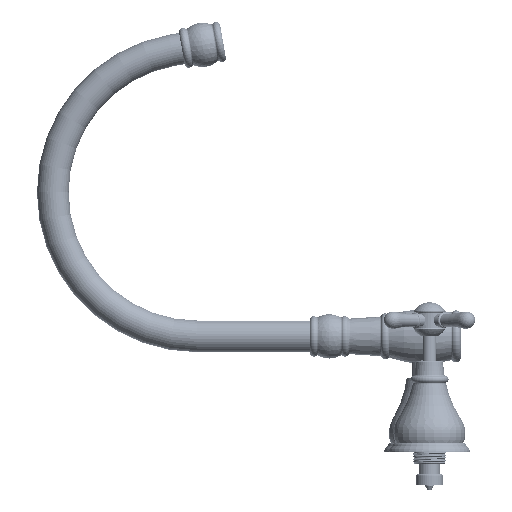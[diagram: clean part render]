
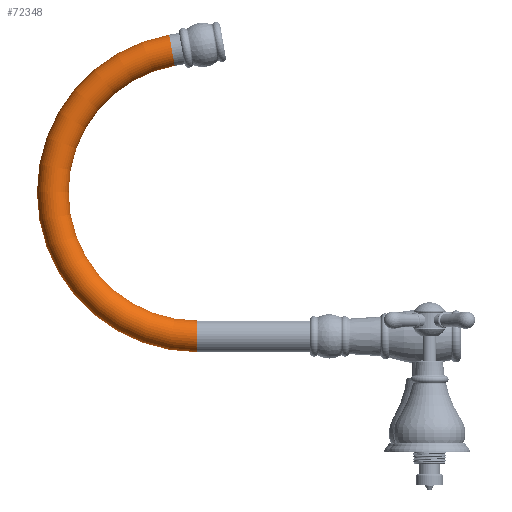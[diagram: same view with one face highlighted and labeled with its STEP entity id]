
A CAD part, left-side view. The second image highlights one B-rep face of the part: STEP entity #72348.
In plain terms, the highlighted toroidal (fillet/blend) face has major radius 100 mm and minor radius 11 mm.
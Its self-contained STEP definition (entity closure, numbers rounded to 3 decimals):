
#522 = DIRECTION ( 'NONE',  ( 0., 0., -1. ) ) ;
#3172 = DIRECTION ( 'NONE',  ( 0., 1., 0. ) ) ;
#6589 = DIRECTION ( 'NONE',  ( 0.174, -0.985, 0. ) ) ;
#13294 = ORIENTED_EDGE ( 'NONE', *, *, #36164, .F. ) ;
#16341 = EDGE_CURVE ( 'NONE', #66636, #76204, #100220, .T. ) ;
#22500 = AXIS2_PLACEMENT_3D ( 'NONE', #45377, #3172, #53733 ) ;
#22858 = DIRECTION ( 'NONE',  ( -1., 0., 0. ) ) ;
#27149 = CARTESIAN_POINT ( 'NONE',  ( 100., 80., 0. ) ) ;
#28645 = CARTESIAN_POINT ( 'NONE',  ( 0., 80., 0. ) ) ;
#34952 = DIRECTION ( 'NONE',  ( -1., 0., 0. ) ) ;
#36164 = EDGE_CURVE ( 'NONE', #40323, #76204, #89849, .T. ) ;
#37995 = EDGE_CURVE ( 'NONE', #69191, #42951, #40275, .T. ) ;
#39677 = EDGE_LOOP ( 'NONE', ( #57444, #108937, #54739, #81856, #13294 ) ) ;
#40197 = AXIS2_PLACEMENT_3D ( 'NONE', #28645, #45874, #73090 ) ;
#40275 = CIRCLE ( 'NONE', #22500, 11. ) ;
#40323 = VERTEX_POINT ( 'NONE', #65610 ) ;
#40985 = DIRECTION ( 'NONE',  ( 0., 0., 1. ) ) ;
#41943 = CARTESIAN_POINT ( 'NONE',  ( 11., 80., 0. ) ) ;
#42951 = VERTEX_POINT ( 'NONE', #97767 ) ;
#45377 = CARTESIAN_POINT ( 'NONE',  ( 0., 80., 0. ) ) ;
#45432 = AXIS2_PLACEMENT_3D ( 'NONE', #107795, #6589, #40985 ) ;
#45874 = DIRECTION ( 'NONE',  ( 0., 1., 0. ) ) ;
#49690 = EDGE_CURVE ( 'NONE', #42951, #66636, #63089, .T. ) ;
#50336 = CARTESIAN_POINT ( 'NONE',  ( 187.648, 95.455, 0. ) ) ;
#53733 = DIRECTION ( 'NONE',  ( 0., 0., 1. ) ) ;
#54739 = ORIENTED_EDGE ( 'NONE', *, *, #49690, .T. ) ;
#57444 = ORIENTED_EDGE ( 'NONE', *, *, #105502, .F. ) ;
#57551 = AXIS2_PLACEMENT_3D ( 'NONE', #27149, #522, #34952 ) ;
#63089 = CIRCLE ( 'NONE', #40197, 11. ) ;
#64293 = DIRECTION ( 'NONE',  ( 0., 0., -1. ) ) ;
#65610 = CARTESIAN_POINT ( 'NONE',  ( 209.314, 99.275, 0. ) ) ;
#66636 = VERTEX_POINT ( 'NONE', #41943 ) ;
#69191 = VERTEX_POINT ( 'NONE', #106296 ) ;
#71427 = AXIS2_PLACEMENT_3D ( 'NONE', #74829, #64293, #100427 ) ;
#72348 = ADVANCED_FACE ( 'NONE', ( #92387 ), #91101, .T. ) ;
#73090 = DIRECTION ( 'NONE',  ( 0., 0., 1. ) ) ;
#74829 = CARTESIAN_POINT ( 'NONE',  ( 100., 80., 0. ) ) ;
#76204 = VERTEX_POINT ( 'NONE', #50336 ) ;
#80441 = AXIS2_PLACEMENT_3D ( 'NONE', #109064, #100725, #22858 ) ;
#81856 = ORIENTED_EDGE ( 'NONE', *, *, #16341, .T. ) ;
#89849 = CIRCLE ( 'NONE', #45432, 11. ) ;
#91101 = TOROIDAL_SURFACE ( 'NONE', #80441, 100., 11. ) ;
#92387 = FACE_OUTER_BOUND ( 'NONE', #39677, .T. ) ;
#97767 = CARTESIAN_POINT ( 'NONE',  ( 0., 80., 11. ) ) ;
#100220 = CIRCLE ( 'NONE', #57551, 89. ) ;
#100427 = DIRECTION ( 'NONE',  ( -1., 0., 0. ) ) ;
#100725 = DIRECTION ( 'NONE',  ( 0., 0., -1. ) ) ;
#105189 = CIRCLE ( 'NONE', #71427, 111. ) ;
#105502 = EDGE_CURVE ( 'NONE', #69191, #40323, #105189, .T. ) ;
#106296 = CARTESIAN_POINT ( 'NONE',  ( -11., 80., 0. ) ) ;
#107795 = CARTESIAN_POINT ( 'NONE',  ( 198.481, 97.365, 0. ) ) ;
#108937 = ORIENTED_EDGE ( 'NONE', *, *, #37995, .T. ) ;
#109064 = CARTESIAN_POINT ( 'NONE',  ( 100., 80., 0. ) ) ;
